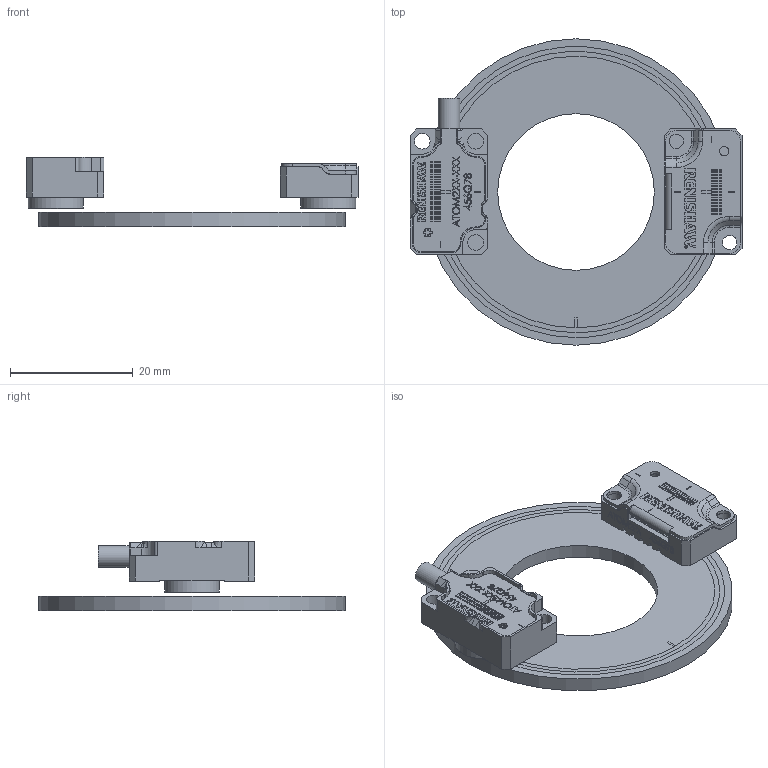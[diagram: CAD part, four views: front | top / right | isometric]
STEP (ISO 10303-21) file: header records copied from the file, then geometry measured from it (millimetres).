
FILE_DESCRIPTION(/* description */ (''),/* implementation_level */ '2;1');
FILE_NAME(/* name */ 'ATOM 20 um, 50mm.stp',/* time_stamp */ '2018-01-03T10:14:28+00:00',/* author */ (''),/* organization */ (''),/* preprocessor_version */ 'ST-DEVELOPER v16',/* originating_system */ 'SIEMENS PLM Software NX 10.0',/* authorisation */ '');
FILE_SCHEMA (('AUTOMOTIVE_DESIGN { 1 0 10303 214 3 1 1 1 }'));
Length unit declared in the file: millimetre
Products named in the file (1): js131CBC6EFFz2mi
Bounding box: 54.06 x 49.9 x 11.25 mm (x, y, z)
Volume: 5878 mm3; surface area: 6173.8 mm2
Topology: 4 solids, 4 shells, 1171 faces, 3105 edges, 2064 vertices
Faces by surface type: plane 863, cylinder 159, extrusion 99, bspline 36, torus 8, cone 6
Full cylindrical faces by diameter (mm): 1.5 x1, 2.35 x2, 2.55 x5, 3.5 x1, 7.5 x2, 8.949 x2, 25.5 x1, 49.9 x1
Entity records: 45505 total; most frequent: CARTESIAN_POINT 13779, ORIENTED_EDGE 6164, DIRECTION 4221, EDGE_CURVE 3082, VERTEX_POINT 2062, B_SPLINE_CURVE_WITH_KNOTS 1448, VECTOR 1429, AXIS2_PLACEMENT_3D 1396
